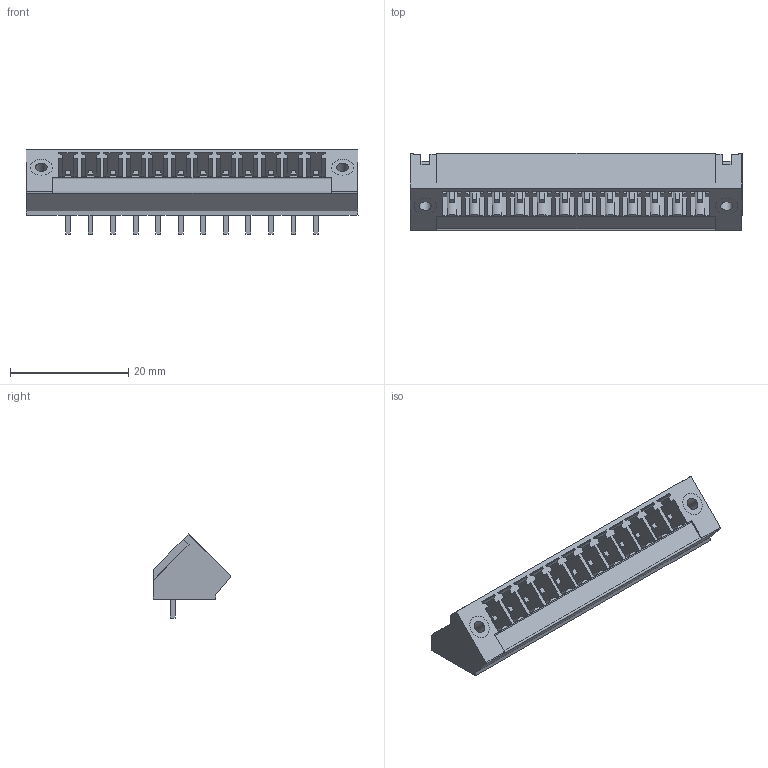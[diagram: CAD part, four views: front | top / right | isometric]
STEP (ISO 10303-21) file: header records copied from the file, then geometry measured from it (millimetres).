
FILE_DESCRIPTION(('CATIA V5 STEP Exchange','CAx-IF Rec.Pracs.--- Model Styling and Organization---1.2---2011-12-15'),'2;1');
FILE_NAME ('D1460947_0', '2018-04-23T08:09:13+00:00', ('none'), ('Weidmueller'), 'CATIA Version 5-6 Release 2014', 'CATIA V5 STEP AP214', 'none');
FILE_SCHEMA(('AUTOMOTIVE_DESIGN { 1 0 10303 214 1 1 1 1 }'));
Length unit declared in the file: millimetre
Products named in the file (1): 1976840000
Bounding box: 56.11 x 13.1 x 14.2 mm (x, y, z)
Volume: 2650.9 mm3; surface area: 6433.9 mm2
Topology: 15 solids, 15 shells, 597 faces, 1685 edges, 1130 vertices
Faces by surface type: plane 535, cylinder 62
Entity records: 18581 total; most frequent: ORIENTED_EDGE 3370, CARTESIAN_POINT 3287, DIRECTION 2491, EDGE_CURVE 1685, VECTOR 1561, LINE 1561, VERTEX_POINT 1130, EDGE_LOOP 645
